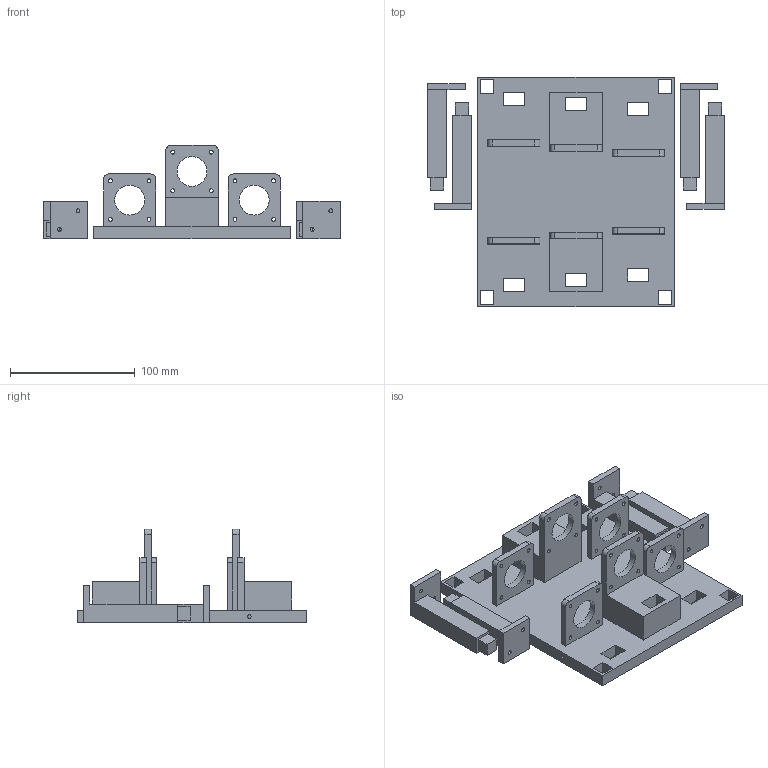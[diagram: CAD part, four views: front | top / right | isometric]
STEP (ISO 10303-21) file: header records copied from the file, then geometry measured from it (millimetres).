
FILE_DESCRIPTION(/* description */ (''),/* implementation_level */ '2;1');
FILE_NAME(/* name */ 'PlatformSteppers.step',/* time_stamp */ '2023-05-29T15:43:32+02:00',/* author */ (''),/* organization */ (''),/* preprocessor_version */ 'ST-DEVELOPER v19.2',/* originating_system */ 'Autodesk Translation Framework v12.4.0.73',/* authorisation */ '');
FILE_SCHEMA (('AUTOMOTIVE_DESIGN { 1 0 10303 214 3 1 1 }'));
Length unit declared in the file: millimetre
Products named in the file (1): Platform
Bounding box: 238 x 183.96 x 75 mm (x, y, z)
Volume: 481474.2 mm3; surface area: 127382 mm2
Topology: 5 solids, 5 shells, 192 faces, 510 edges, 340 vertices
Faces by surface type: plane 140, cylinder 52
Full cylindrical faces by diameter (mm): 2.9 x2, 3.1 x32, 24 x6
Entity records: 6166 total; most frequent: CARTESIAN_POINT 1043, ORIENTED_EDGE 1020, DIRECTION 1000, EDGE_CURVE 510, LINE 406, VECTOR 406, VERTEX_POINT 340, EDGE_LOOP 300
